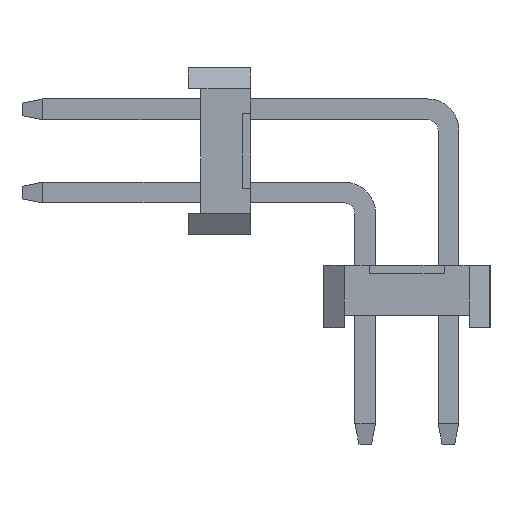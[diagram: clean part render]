
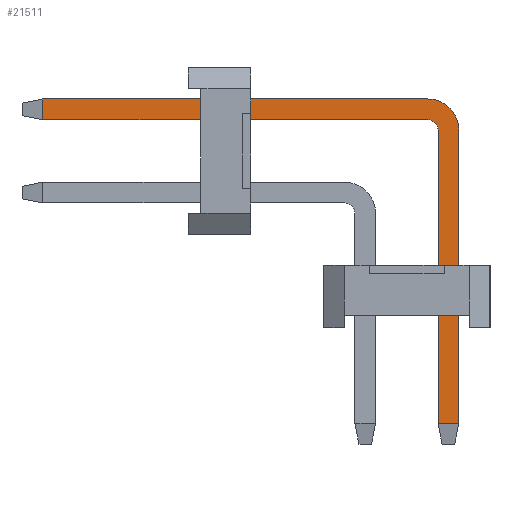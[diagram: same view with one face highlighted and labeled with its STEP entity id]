
A CAD part, left-side view. The second image highlights one B-rep face of the part: STEP entity #21511.
In plain terms, the highlighted planar face has unit normal (-1, 0, 0).
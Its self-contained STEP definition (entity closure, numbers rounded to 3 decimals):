
#21265=CARTESIAN_POINT('',(21.75,5.,0.75));
#21266=VERTEX_POINT('',#21265);
#21289=CARTESIAN_POINT('',(21.75,5.,1.25));
#21290=VERTEX_POINT('',#21289);
#21291=CARTESIAN_POINT('',(21.75,5.,0.75));
#21292=DIRECTION('',(0.,0.,1.));
#21293=VECTOR('',#21292,0.5);
#21294=LINE('',#21291,#21293);
#21295=EDGE_CURVE('',#21266,#21290,#21294,.T.);
#21336=CARTESIAN_POINT('',(21.75,-4.25,1.25));
#21337=VERTEX_POINT('',#21336);
#21338=CARTESIAN_POINT('',(21.75,5.,1.25));
#21339=DIRECTION('',(0.,-1.,0.));
#21340=VECTOR('',#21339,9.25);
#21341=LINE('',#21338,#21340);
#21342=EDGE_CURVE('',#21290,#21337,#21341,.T.);
#21443=CARTESIAN_POINT('',(21.75,-4.25,0.75));
#21444=VERTEX_POINT('',#21443);
#21451=CARTESIAN_POINT('',(21.75,-4.25,0.75));
#21452=DIRECTION('',(0.,1.,0.));
#21453=VECTOR('',#21452,9.25);
#21454=LINE('',#21451,#21453);
#21455=EDGE_CURVE('',#21444,#21266,#21454,.T.);
#21461=CARTESIAN_POINT('',(21.75,5.5,1.25));
#21462=DIRECTION('',(0.,0.,-1.));
#21463=DIRECTION('',(-1.,-0.,-0.));
#21464=AXIS2_PLACEMENT_3D('',#21461,#21463,#21462);
#21465=PLANE('',#21464);
#21466=ORIENTED_EDGE('',*,*,#21455,.F.);
#21467=CARTESIAN_POINT('',(21.75,-4.5,0.5));
#21468=VERTEX_POINT('',#21467);
#21469=CARTESIAN_POINT('',(21.75,-4.25,0.5));
#21470=DIRECTION('',(0.,0.,1.));
#21471=DIRECTION('',(1.,0.,0.));
#21472=AXIS2_PLACEMENT_3D('',#21469,#21471,#21470);
#21473=CIRCLE('',#21472,0.25);
#21474=EDGE_CURVE('',#21444,#21468,#21473,.T.);
#21475=ORIENTED_EDGE('',*,*,#21474,.T.);
#21476=CARTESIAN_POINT('',(21.75,-4.5,-6.55));
#21477=VERTEX_POINT('',#21476);
#21478=CARTESIAN_POINT('',(21.75,-4.5,0.5));
#21479=DIRECTION('',(0.,0.,-1.));
#21480=VECTOR('',#21479,7.05);
#21481=LINE('',#21478,#21480);
#21482=EDGE_CURVE('',#21468,#21477,#21481,.T.);
#21483=ORIENTED_EDGE('',*,*,#21482,.T.);
#21484=CARTESIAN_POINT('',(21.75,-5.,-6.55));
#21485=VERTEX_POINT('',#21484);
#21486=CARTESIAN_POINT('',(21.75,-4.5,-6.55));
#21487=DIRECTION('',(0.,-1.,0.));
#21488=VECTOR('',#21487,0.5);
#21489=LINE('',#21486,#21488);
#21490=EDGE_CURVE('',#21477,#21485,#21489,.T.);
#21491=ORIENTED_EDGE('',*,*,#21490,.T.);
#21492=CARTESIAN_POINT('',(21.75,-5.,0.5));
#21493=VERTEX_POINT('',#21492);
#21494=CARTESIAN_POINT('',(21.75,-5.,-6.55));
#21495=DIRECTION('',(0.,0.,1.));
#21496=VECTOR('',#21495,7.05);
#21497=LINE('',#21494,#21496);
#21498=EDGE_CURVE('',#21485,#21493,#21497,.T.);
#21499=ORIENTED_EDGE('',*,*,#21498,.T.);
#21500=CARTESIAN_POINT('',(21.75,-4.25,0.5));
#21501=DIRECTION('',(0.,-1.,0.));
#21502=DIRECTION('',(-1.,0.,0.));
#21503=AXIS2_PLACEMENT_3D('',#21500,#21502,#21501);
#21504=CIRCLE('',#21503,0.75);
#21505=EDGE_CURVE('',#21493,#21337,#21504,.T.);
#21506=ORIENTED_EDGE('',*,*,#21505,.T.);
#21507=ORIENTED_EDGE('',*,*,#21342,.F.);
#21508=ORIENTED_EDGE('',*,*,#21295,.F.);
#21509=EDGE_LOOP('',(#21466,#21475,#21483,#21491,#21499,#21506,#21507,#21508));
#21510=FACE_OUTER_BOUND('',#21509,.T.);
#21511=ADVANCED_FACE('',(#21510),#21465,.T.);
